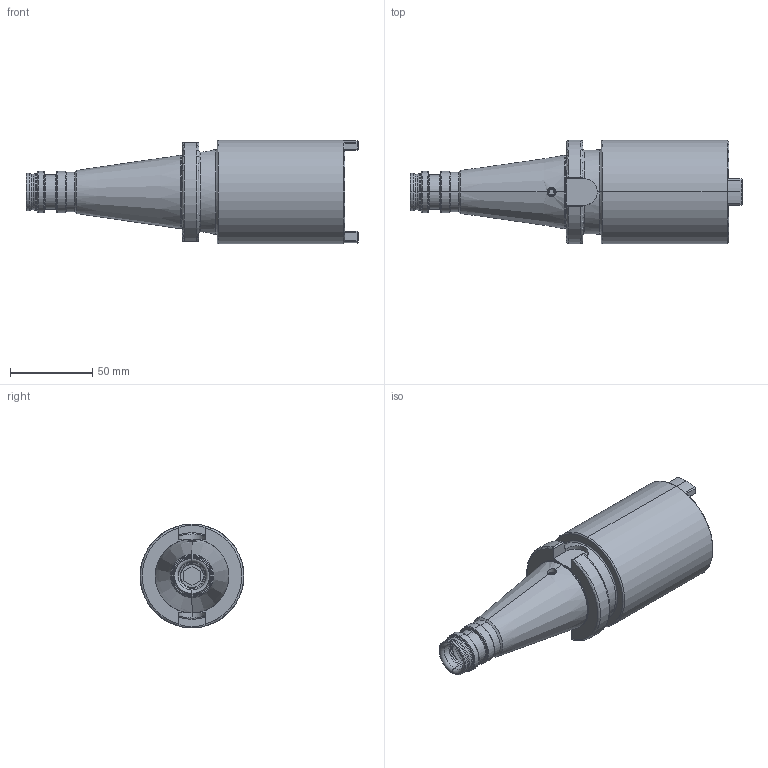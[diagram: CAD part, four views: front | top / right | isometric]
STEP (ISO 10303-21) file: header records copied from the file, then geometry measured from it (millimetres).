
FILE_DESCRIPTION (( 'STEP AP203' ), '1' );
FILE_NAME ('401.09.40.STEP', '2016-11-26T05:17:43', ( '' ), ( '' ), 'SwSTEP 2.0', 'SolidWorks 2012', '' );
FILE_SCHEMA (( 'CONFIG_CONTROL_DESIGN' ));
Products named in the file (5): 2-01150002C1_M5xP0.8-6L; 401.09.40; 2-01130035_M16xP2-70L; 2-41371004AF_M26xP1.5_13L
Assembly tree (4 placements, depth 2):
  401.09.40
    401.09.40
    2-01130035_M16xP2-70L
    2-41371004AF_M26xP1.5_13L
    2-01150002C1_M5xP0.8-6L
Bounding box: 201.4 x 63 x 63 mm (x, y, z)
Volume: 279598.1 mm3; surface area: 61832.9 mm2
Topology: 4 solids, 4 shells, 424 faces, 1108 edges, 698 vertices
Faces by surface type: cylinder 191, plane 85, cone 57, bspline 49, torus 42
Entity records: 34309 total; most frequent: CARTESIAN_POINT 24758, ORIENTED_EDGE 2212, DIRECTION 1582, EDGE_CURVE 1106, VERTEX_POINT 698, AXIS2_PLACEMENT_3D 612, EDGE_LOOP 438, ADVANCED_FACE 424
